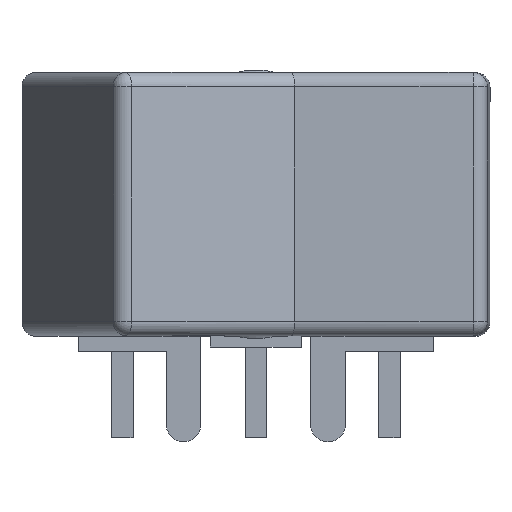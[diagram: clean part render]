
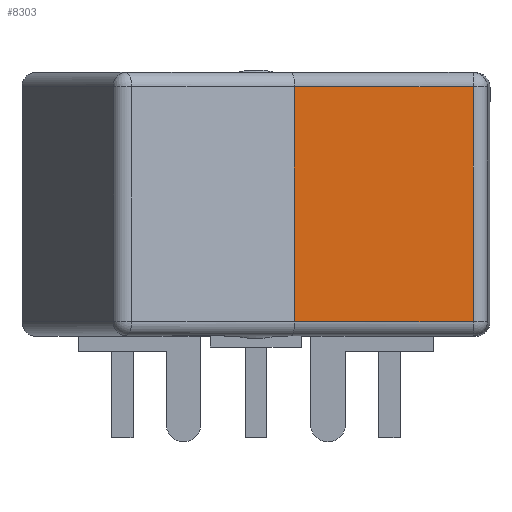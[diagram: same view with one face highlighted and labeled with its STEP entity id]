
A CAD part, top view. The second image highlights one B-rep face of the part: STEP entity #8303.
In plain terms, the highlighted face is planar.
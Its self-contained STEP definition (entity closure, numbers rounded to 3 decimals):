
#8105=CARTESIAN_POINT('',(0.0,6.253,0.5));
#8106=VERTEX_POINT('',#8105);
#8128=CARTESIAN_POINT('',(-6.154,7.561,0.5));
#8129=VERTEX_POINT('',#8128);
#8137=CARTESIAN_POINT('',(-6.154,7.561,0.5));
#8138=DIRECTION('',(0.978,-0.208,0.0));
#8139=VECTOR('',#8138,6.292);
#8140=LINE('',#8137,#8139);
#8141=EDGE_CURVE('',#8129,#8106,#8140,.T.);
#8262=CARTESIAN_POINT('',(0.0,6.253,8.77));
#8263=VERTEX_POINT('',#8262);
#8264=CARTESIAN_POINT('',(0.0,6.253,0.5));
#8265=DIRECTION('',(0.0,0.0,1.0));
#8266=VECTOR('',#8265,8.27);
#8267=LINE('',#8264,#8266);
#8268=EDGE_CURVE('',#8106,#8263,#8267,.T.);
#8280=CARTESIAN_POINT('',(-6.154,7.561,0.0));
#8281=DIRECTION('',(0.208,0.978,0.0));
#8282=DIRECTION('',(0.0,0.0,1.0));
#8283=AXIS2_PLACEMENT_3D('',#8280,#8281,#8282);
#8284=PLANE('',#8283);
#8285=ORIENTED_EDGE('',*,*,#8141,.F.);
#8286=CARTESIAN_POINT('',(-6.154,7.561,8.77));
#8287=VERTEX_POINT('',#8286);
#8288=CARTESIAN_POINT('',(-6.154,7.561,0.5));
#8289=DIRECTION('',(0.0,0.0,1.0));
#8290=VECTOR('',#8289,8.27);
#8291=LINE('',#8288,#8290);
#8292=EDGE_CURVE('',#8129,#8287,#8291,.T.);
#8293=ORIENTED_EDGE('',*,*,#8292,.T.);
#8294=CARTESIAN_POINT('',(0.,6.253,8.77));
#8295=DIRECTION('',(-0.978,0.208,0.0));
#8296=VECTOR('',#8295,6.292);
#8297=LINE('',#8294,#8296);
#8298=EDGE_CURVE('',#8263,#8287,#8297,.T.);
#8299=ORIENTED_EDGE('',*,*,#8298,.F.);
#8300=ORIENTED_EDGE('',*,*,#8268,.F.);
#8301=EDGE_LOOP('',(#8285,#8293,#8299,#8300));
#8302=FACE_OUTER_BOUND('',#8301,.T.);
#8303=ADVANCED_FACE('',(#8302),#8284,.T.);
